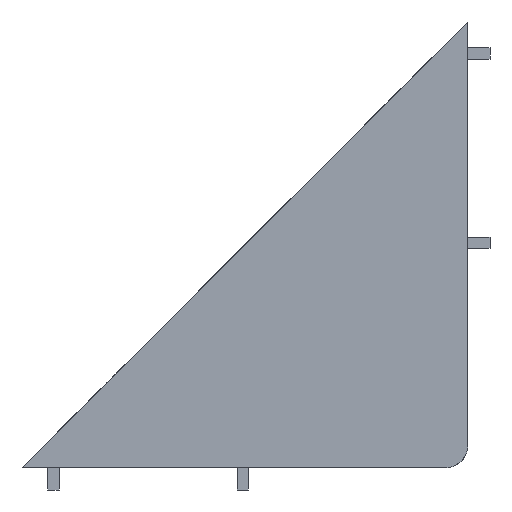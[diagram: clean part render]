
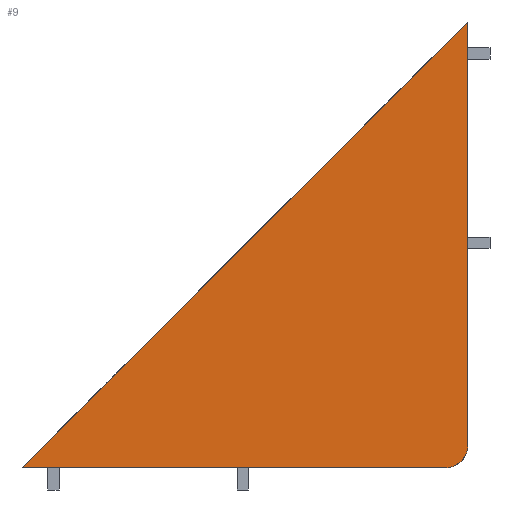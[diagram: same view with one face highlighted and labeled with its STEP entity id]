
A CAD part, left-side view. The second image highlights one B-rep face of the part: STEP entity #9.
In plain terms, the highlighted planar face has unit normal (-1, 0, 0).
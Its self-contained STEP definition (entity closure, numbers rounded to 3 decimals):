
#9 = ADVANCED_FACE ( 'NONE', ( #3292 ), #473, .T. ) ;
#437 = EDGE_LOOP ( 'NONE', ( #1815, #2624, #3634, #3214 ) ) ;
#441 = AXIS2_PLACEMENT_3D ( 'NONE', #2182, #667, #925 ) ;
#473 = PLANE ( 'NONE',  #2416 ) ;
#645 = CARTESIAN_POINT ( 'NONE',  ( -20., 0., 0. ) ) ;
#667 = DIRECTION ( 'NONE',  ( -1., 0., 0. ) ) ;
#925 = DIRECTION ( 'NONE',  ( 0., 0., 1. ) ) ;
#1073 = CARTESIAN_POINT ( 'NONE',  ( -20., 80., 0. ) ) ;
#1105 = VECTOR ( 'NONE', #3020, 1000. ) ;
#1160 = CARTESIAN_POINT ( 'NONE',  ( -20., 0., 4. ) ) ;
#1171 = CARTESIAN_POINT ( 'NONE',  ( -20., 0., 80. ) ) ;
#1218 = EDGE_CURVE ( 'NONE', #1782, #2189, #2220, .T. ) ;
#1729 = DIRECTION ( 'NONE',  ( -1., 0., 0. ) ) ;
#1782 = VERTEX_POINT ( 'NONE', #3194 ) ;
#1815 = ORIENTED_EDGE ( 'NONE', *, *, #3058, .F. ) ;
#1910 = VECTOR ( 'NONE', #3441, 1000. ) ;
#2182 = CARTESIAN_POINT ( 'NONE',  ( -20., 4., 4. ) ) ;
#2184 = VERTEX_POINT ( 'NONE', #3672 ) ;
#2189 = VERTEX_POINT ( 'NONE', #1160 ) ;
#2220 = CIRCLE ( 'NONE', #441, 4. ) ;
#2370 = CARTESIAN_POINT ( 'NONE',  ( -20., 0., 0. ) ) ;
#2416 = AXIS2_PLACEMENT_3D ( 'NONE', #2370, #1729, #2674 ) ;
#2624 = ORIENTED_EDGE ( 'NONE', *, *, #1218, .T. ) ;
#2674 = DIRECTION ( 'NONE',  ( 0., 0., 1. ) ) ;
#3020 = DIRECTION ( 'NONE',  ( 0., 0., -1. ) ) ;
#3058 = EDGE_CURVE ( 'NONE', #1782, #3705, #4060, .T. ) ;
#3079 = VECTOR ( 'NONE', #3710, 1000. ) ;
#3194 = CARTESIAN_POINT ( 'NONE',  ( -20., 4., 0. ) ) ;
#3214 = ORIENTED_EDGE ( 'NONE', *, *, #3329, .F. ) ;
#3292 = FACE_OUTER_BOUND ( 'NONE', #437, .T. ) ;
#3329 = EDGE_CURVE ( 'NONE', #3705, #2184, #3665, .T. ) ;
#3441 = DIRECTION ( 'NONE',  ( 0., 1., 0. ) ) ;
#3634 = ORIENTED_EDGE ( 'NONE', *, *, #4065, .F. ) ;
#3655 = CARTESIAN_POINT ( 'NONE',  ( -20., 0., 0. ) ) ;
#3665 = LINE ( 'NONE', #1171, #3079 ) ;
#3671 = LINE ( 'NONE', #3655, #1105 ) ;
#3672 = CARTESIAN_POINT ( 'NONE',  ( -20., 0., 80. ) ) ;
#3705 = VERTEX_POINT ( 'NONE', #1073 ) ;
#3710 = DIRECTION ( 'NONE',  ( 0., -0.707, 0.707 ) ) ;
#4060 = LINE ( 'NONE', #645, #1910 ) ;
#4065 = EDGE_CURVE ( 'NONE', #2184, #2189, #3671, .T. ) ;
